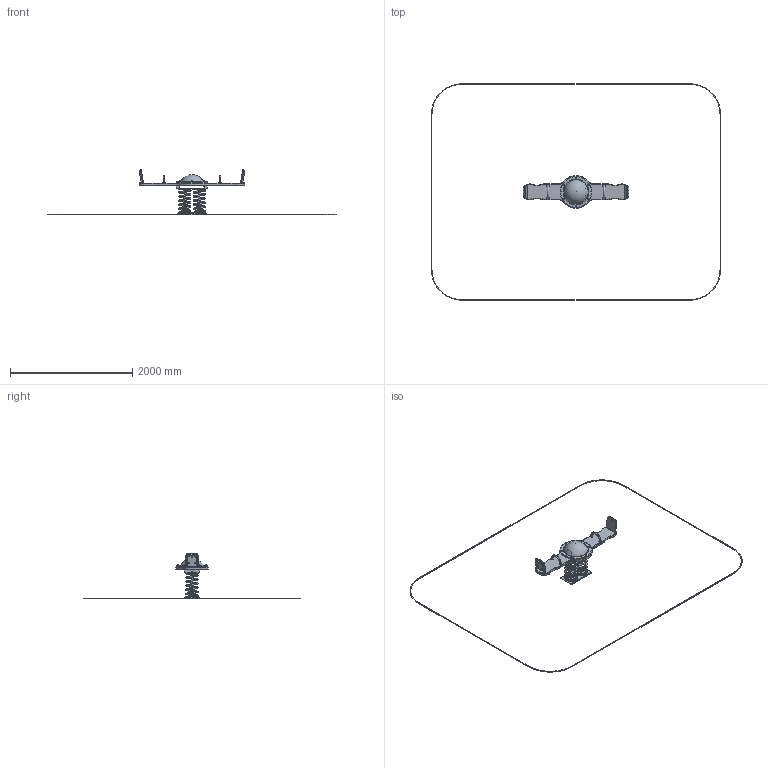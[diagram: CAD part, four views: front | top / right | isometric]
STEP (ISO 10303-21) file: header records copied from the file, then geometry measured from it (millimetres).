
FILE_DESCRIPTION(('STEP AP214'), '1');
FILE_NAME('Êà÷àëêà íà ïðóæèíå ÊÁ-82.1 ñ ÔÊ', '', ('UNSPECIFIED'), ('UNSPECIFIED'), 'C3D Converter', 'C3D Toolkit', '');
FILE_SCHEMA(('AUTOMOTIVE_DESIGN { 1 0 10303 214 3 1 1}'));
Length unit declared in the file: millimetre
Products named in the file (38): КБ-82.1-00.00.00; КБ-82.1-01.00.00; -7024; КБ-96-00.03.00-7024; КБ-96-00.03.02; КБ-96-00.03.03; КБ-82.1-03.00.00; -5064; ИК-99.03.00.03; -1023; КИ-01.1-1023; КИ-001.02; КИ-001.01; КБ-83.04.00; КБ-83.04.01; ФК-02.01; ФК-03.01; КБ-83.04.02
Assembly tree (88 placements, depth 5):
  КБ-82.1-00.00.00
    КБ-82.1-01.00.00
      КБ-82.1-01.00.00
        -7024
          (unnamed)  x2
          (unnamed)
          (unnamed)  x4
          (unnamed)  x2
          (unnamed)  x2
        КБ-96-00.03.00-7024
          КБ-96-00.03.02  x2
          КБ-96-00.03.03
          -7024  x4
      КБ-82.1-03.00.00
        -5064
        ИК-99.03.00.03
        (unnamed)
        -1023  x2
        -7024  x2
          (unnamed)
          (unnamed)
          (unnamed)
        -1023  x2
        -7024  x2
          (unnamed)
          (unnamed)
          (unnamed)
        -7024  x2
        КИ-01.1-1023  x12
          КИ-001.02
          КИ-001.01
    КБ-83.04.00
      КБ-83.04.01  x6
      (unnamed)
      ФК-02.01  x6
      ФК-03.01  x6
      КБ-83.04.02  x4
      КБ-83.04.02  x4
Bounding box: 4725 x 3535 x 745 mm (x, y, z)
Volume: 32957811.1 mm3; surface area: 4641786.1 mm2
Topology: 73 solids, 73 shells, 1016 faces, 2334 edges, 1484 vertices
Faces by surface type: plane 534, cylinder 281, torus 144, cone 32, bspline 22, sphere 3
Full cylindrical faces by diameter (mm): 4 x4, 6 x12, 8.917 x4, 10.5 x10, 11 x24, 16.3 x6, 20 x12, 21 x4, 21.3 x6, 22 x24, 24 x12, 27 x4, 28 x4, 40 x4, 500 x1
Entity records: 26792 total; most frequent: CARTESIAN_POINT 9633, DIRECTION 2588, ORIENTED_EDGE 2266, EDGE_CURVE 1133, AXIS2_PLACEMENT_3D 958, VERTEX_POINT 754, LINE 672, VECTOR 672
